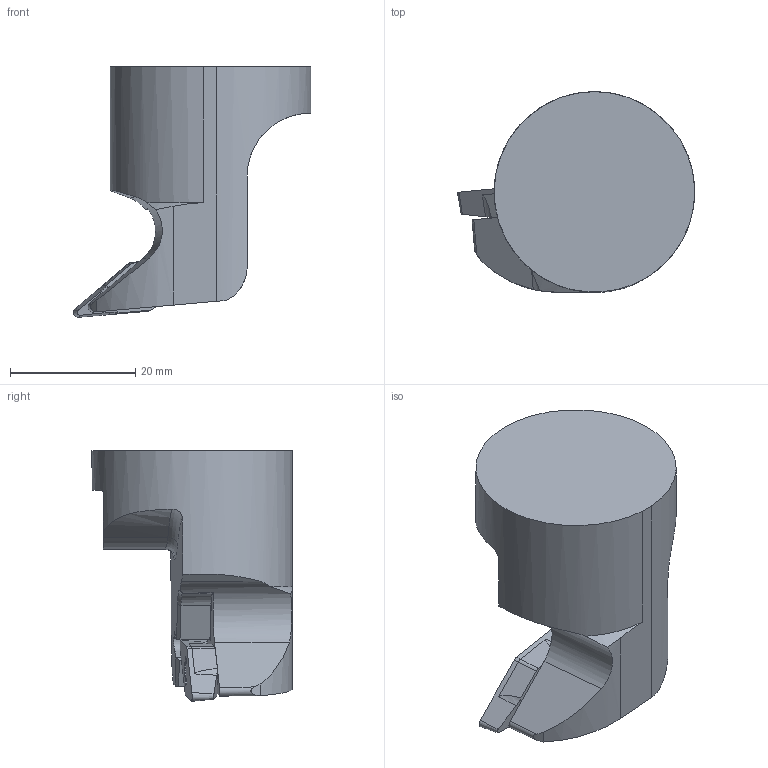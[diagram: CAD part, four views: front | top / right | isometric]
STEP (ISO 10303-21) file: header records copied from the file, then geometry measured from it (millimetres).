
FILE_DESCRIPTION(/* description */ (''),/* implementation_level */ '2;1');
FILE_NAME(/* name */ '1642505383372.stp',/* time_stamp */ '2022-01-18T17:00:01+06:00',/* author */ (''),/* organization */ ('SMS'),/* preprocessor_version */ 'ST-DEVELOPER v16.7',/* originating_system */ 'SIEMENS PLM Software NX 12.0',/* authorisation */ '');
FILE_SCHEMA (('AUTOMOTIVE_DESIGN { 1 0 10303 214 3 1 1 1 }'));
Length unit declared in the file: millimetre
Products named in the file (4): ASSEMBLY_CONSTRUCTION; 203930572mod000_00; 201573935mod000_02; 201573936mod000_02
Assembly tree (3 placements, depth 2):
  201573936mod000_02
    201573935mod000_02
    203930572mod000_00
    ASSEMBLY_CONSTRUCTION
Bounding box: 37.87 x 31.97 x 40 mm (x, y, z)
Volume: 17258.7 mm3; surface area: 5127.2 mm2
Topology: 2 solids, 2 shells, 91 faces, 235 edges, 156 vertices
Faces by surface type: plane 47, cylinder 15, cone 13, extrusion 9, bspline 4, torus 2, sphere 1
Full cylindrical faces by diameter (mm): 3 x1, 3.4 x1, 4.4 x1
Entity records: 3161 total; most frequent: CARTESIAN_POINT 851, ORIENTED_EDGE 444, DIRECTION 444, EDGE_CURVE 222, AXIS2_PLACEMENT_3D 155, VERTEX_POINT 144, VECTOR 134, LINE 125
